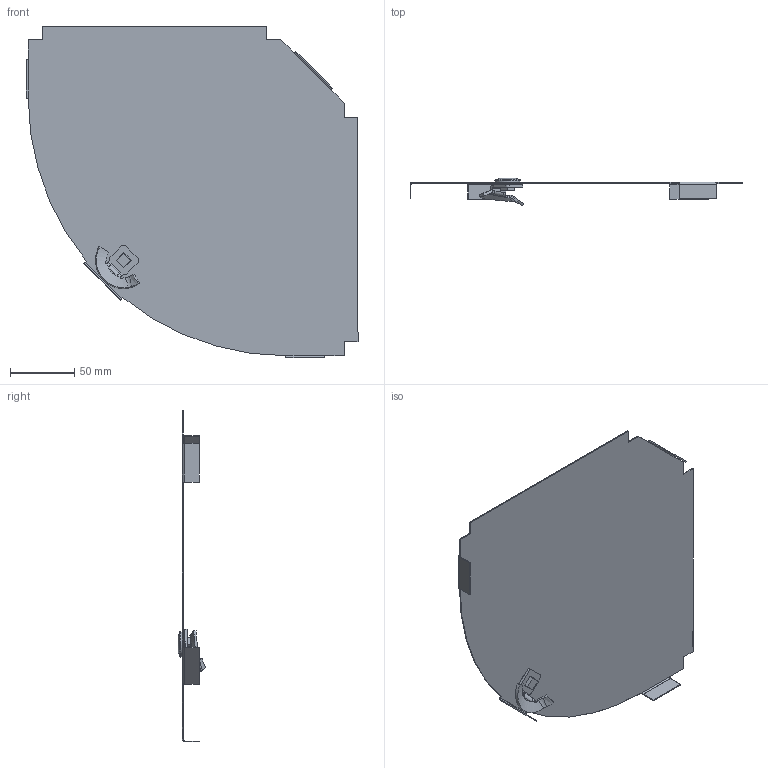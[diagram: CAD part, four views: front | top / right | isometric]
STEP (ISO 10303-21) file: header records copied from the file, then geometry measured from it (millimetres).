
FILE_DESCRIPTION (( 'STEP AP214' ), '1' );
FILE_NAME ('6036954.stp', '2024-09-09T08:20:24', ( '' ), ( '' ), 'SwSTEP 2.0', 'SolidWorks 2022', '' );
FILE_SCHEMA (( 'AUTOMOTIVE_DESIGN' ));
Length unit declared in the file: millimetre
Products named in the file (4): 109905_quadratisch; 099600_Standard; 183291_NB 200; 6036954
Assembly tree (3 placements, depth 2):
  6036954
    183291_NB 200
    109905_quadratisch
    099600_Standard
Bounding box: 257.75 x 21.36 x 257.75 mm (x, y, z)
Volume: 44874.9 mm3; surface area: 115338.3 mm2
Topology: 3 solids, 3 shells, 132 faces, 321 edges, 197 vertices
Faces by surface type: plane 71, bspline 34, cylinder 23, cone 2, torus 2
Full cylindrical faces by diameter (mm): 16.5 x1
Entity records: 6016 total; most frequent: CARTESIAN_POINT 2788, ORIENTED_EDGE 632, DIRECTION 478, EDGE_CURVE 316, VERTEX_POINT 197, LINE 166, VECTOR 166, AXIS2_PLACEMENT_3D 156
